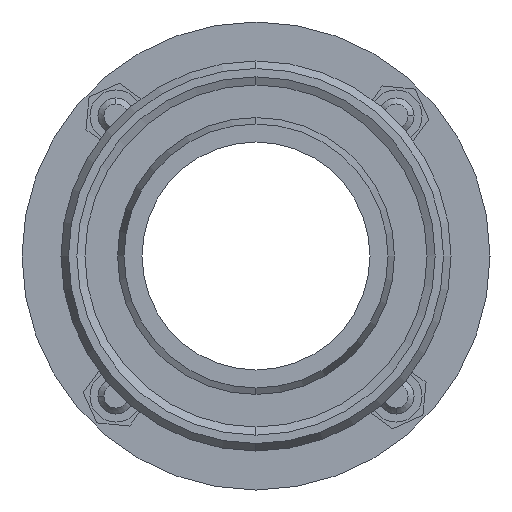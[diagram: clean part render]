
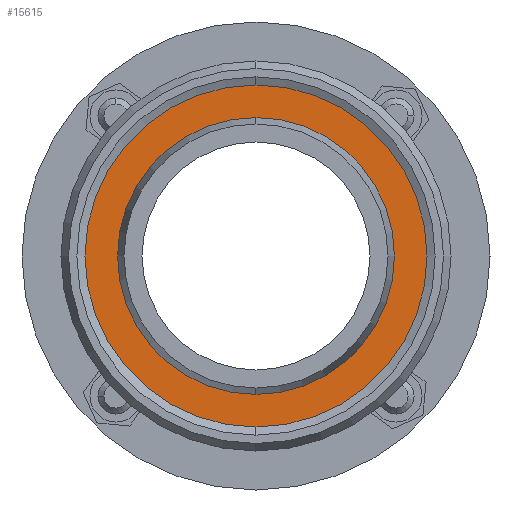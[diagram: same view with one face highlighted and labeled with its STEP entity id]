
A CAD part, left-side view. The second image highlights one B-rep face of the part: STEP entity #15615.
In plain terms, the highlighted planar face has unit normal (-1, 0, 0).
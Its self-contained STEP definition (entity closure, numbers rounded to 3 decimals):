
#848 = AXIS2_PLACEMENT_3D ( 'NONE', #2229, #32181, #26612 ) ;
#1353 = CARTESIAN_POINT ( 'NONE',  ( -72., 29.85, 0. ) ) ;
#2131 = VERTEX_POINT ( 'NONE', #5915 ) ;
#2229 = CARTESIAN_POINT ( 'NONE',  ( -72., 0., 0. ) ) ;
#2539 = CIRCLE ( 'NONE', #848, 21.6 ) ;
#2702 = CIRCLE ( 'NONE', #4356, 29.85 ) ;
#2822 = VERTEX_POINT ( 'NONE', #3909 ) ;
#3710 = CARTESIAN_POINT ( 'NONE',  ( -72., 0., -29.85 ) ) ;
#3909 = CARTESIAN_POINT ( 'NONE',  ( -72., 0., 21.6 ) ) ;
#3975 = DIRECTION ( 'NONE',  ( 0., 0., -1. ) ) ;
#4133 = PLANE ( 'NONE',  #14908 ) ;
#4356 = AXIS2_PLACEMENT_3D ( 'NONE', #6970, #33801, #17593 ) ;
#4457 = EDGE_CURVE ( 'NONE', #16452, #23249, #8015, .T. ) ;
#5431 = CARTESIAN_POINT ( 'NONE',  ( -72., 0., 0. ) ) ;
#5499 = EDGE_LOOP ( 'NONE', ( #31819, #16207 ) ) ;
#5712 = EDGE_CURVE ( 'NONE', #23249, #16452, #2702, .T. ) ;
#5915 = CARTESIAN_POINT ( 'NONE',  ( -72., 0., -21.6 ) ) ;
#6112 = CARTESIAN_POINT ( 'NONE',  ( -72., 0., 29.85 ) ) ;
#6970 = CARTESIAN_POINT ( 'NONE',  ( -72., 0., 0. ) ) ;
#7954 = DIRECTION ( 'NONE',  ( 0., 0., 1. ) ) ;
#8015 = CIRCLE ( 'NONE', #21928, 29.85 ) ;
#12280 = ORIENTED_EDGE ( 'NONE', *, *, #17932, .F. ) ;
#12330 = FACE_BOUND ( 'NONE', #12777, .T. ) ;
#12777 = EDGE_LOOP ( 'NONE', ( #12280, #23571 ) ) ;
#14908 = AXIS2_PLACEMENT_3D ( 'NONE', #1353, #25574, #3975 ) ;
#15615 = ADVANCED_FACE ( 'NONE', ( #12330, #17539 ), #4133, .F. ) ;
#16207 = ORIENTED_EDGE ( 'NONE', *, *, #4457, .T. ) ;
#16452 = VERTEX_POINT ( 'NONE', #3710 ) ;
#16579 = DIRECTION ( 'NONE',  ( 0., 0., 1. ) ) ;
#17539 = FACE_OUTER_BOUND ( 'NONE', #5499, .T. ) ;
#17593 = DIRECTION ( 'NONE',  ( 0., 0., 1. ) ) ;
#17932 = EDGE_CURVE ( 'NONE', #2822, #2131, #19716, .T. ) ;
#18044 = AXIS2_PLACEMENT_3D ( 'NONE', #5431, #22142, #16579 ) ;
#19095 = EDGE_CURVE ( 'NONE', #2131, #2822, #2539, .T. ) ;
#19716 = CIRCLE ( 'NONE', #18044, 21.6 ) ;
#21214 = DIRECTION ( 'NONE',  ( -1., 0., 0. ) ) ;
#21928 = AXIS2_PLACEMENT_3D ( 'NONE', #23827, #21214, #7954 ) ;
#22142 = DIRECTION ( 'NONE',  ( -1., 0., 0. ) ) ;
#23249 = VERTEX_POINT ( 'NONE', #6112 ) ;
#23571 = ORIENTED_EDGE ( 'NONE', *, *, #19095, .F. ) ;
#23827 = CARTESIAN_POINT ( 'NONE',  ( -72., 0., 0. ) ) ;
#25574 = DIRECTION ( 'NONE',  ( 1., 0., 0. ) ) ;
#26612 = DIRECTION ( 'NONE',  ( 0., 0., 1. ) ) ;
#31819 = ORIENTED_EDGE ( 'NONE', *, *, #5712, .T. ) ;
#32181 = DIRECTION ( 'NONE',  ( -1., 0., 0. ) ) ;
#33801 = DIRECTION ( 'NONE',  ( -1., 0., 0. ) ) ;
